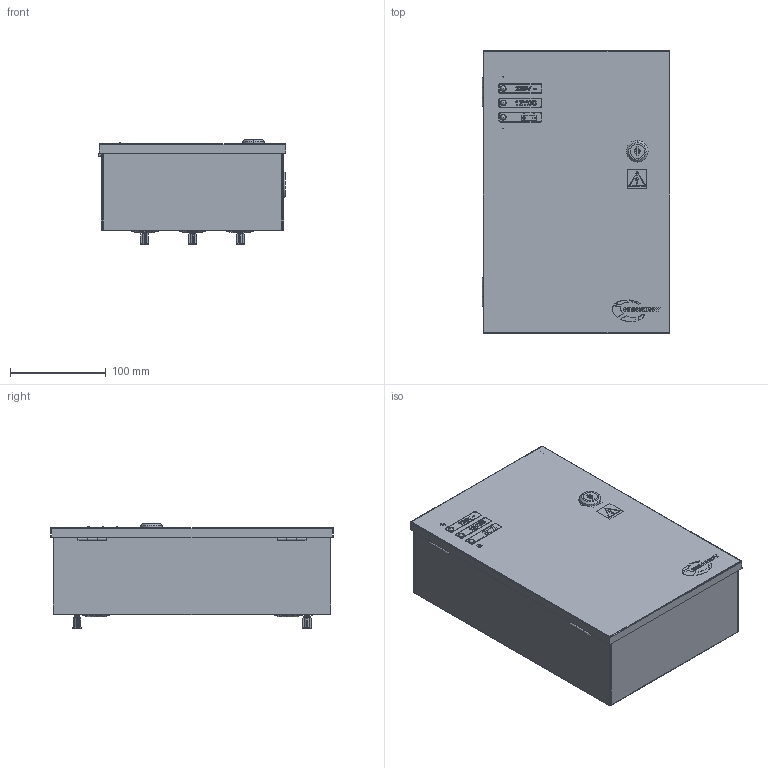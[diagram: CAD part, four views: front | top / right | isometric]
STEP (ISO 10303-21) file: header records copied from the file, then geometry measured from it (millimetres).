
FILE_DESCRIPTION (( 'STEP AP214' ), '1' );
FILE_NAME ('AD1203GR.STEP', '2021-08-02T12:15:54', ( '' ), ( '' ), 'SwSTEP 2.0', 'SolidWorks 2020', '' );
FILE_SCHEMA (( 'AUTOMOTIVE_DESIGN' ));
Length unit declared in the file: millimetre
Products named in the file (23): HB-9500_5P; Parte 2 Deviatore a Rotella Panasonic AM5; Parte 4 Deviatore a Rotella Panasonic AM5; BOITIER AD1203GR_AD1203GR; r6513-00_paroi 0.8mm; Parte 1 Deviatore a Rotella Panasonic AM5; Parte 3 Deviatore a Rotella Panasonic AM5; ELEC AD1203R_AD1203R; EP0180-LED 5MM_VERT; 1751400BIS; PCB LEDS; CAM LOCK XL; 1751400BIS_2ANG; AD1203GR; ELEC AD1203R; Mascon2; User Library-20mm diameter panel hole grommet; CAPOT DE PROTECTION AD1203R; BT CONTACT; Deviatore a Rotella Panasonic AM5_LIBRE; EP0180-LED 5MM_ORANGE; ISO 7045 - M3 x 6 - Z --- 6S_ISO 7045 - M3 x 6 - Z --- 6S; 1751400BIS_1ANG
Assembly tree (29 placements, depth 4):
  AD1203GR
    BOITIER AD1203GR_AD1203GR
    CAM LOCK XL
    EP0180-LED 5MM_VERT  x2
    EP0180-LED 5MM_ORANGE
    User Library-20mm diameter panel hole grommet  x3
    ELEC AD1203R_AD1203R
      ELEC AD1203R
      CAPOT DE PROTECTION AD1203R
      HB-9500_5P
      Mascon2  x2
      ISO 7045 - M3 x 6 - Z --- 6S_ISO 7045 - M3 x 6 - Z --- 6S  x2
      1751400BIS
        1751400BIS_2ANG
        1751400BIS_1ANG
      BT CONTACT
    Deviatore a Rotella Panasonic AM5_LIBRE
      Parte 1 Deviatore a Rotella Panasonic AM5
      Parte 2 Deviatore a Rotella Panasonic AM5
      Parte 3 Deviatore a Rotella Panasonic AM5
      Parte 4 Deviatore a Rotella Panasonic AM5
    r6513-00_paroi 0.8mm  x3
    PCB LEDS
Bounding box: 196 x 295 x 109.3 mm (x, y, z)
Volume: 236911 mm3; surface area: 510322.4 mm2
Topology: 40 solids, 40 shells, 3346 faces, 9221 edges, 6242 vertices
Faces by surface type: plane 2062, cylinder 690, bspline 366, cone 138, torus 77, sphere 13
Entity records: 133770 total; most frequent: CARTESIAN_POINT 41759, ORIENTED_EDGE 16584, DIRECTION 13928, EDGE_CURVE 8292, VERTEX_POINT 5651, VECTOR 5584, LINE 5584, AXIS2_PLACEMENT_3D 4172
